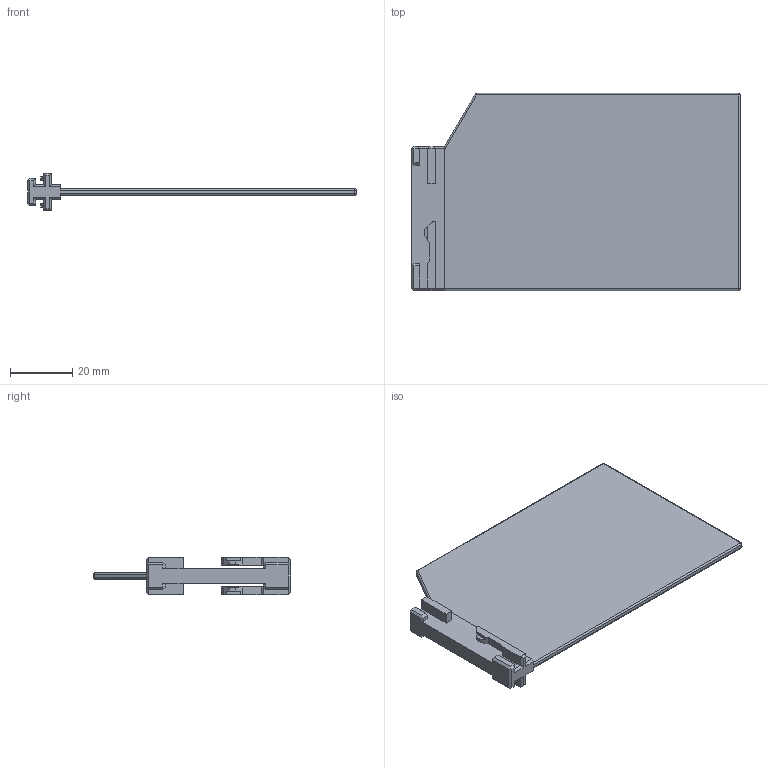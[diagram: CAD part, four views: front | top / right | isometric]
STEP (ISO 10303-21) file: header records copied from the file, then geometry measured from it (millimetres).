
FILE_DESCRIPTION((''),'2;1');
FILE_NAME('CXBY69553','2023-09-22T10:15:10',('FIANLEH10'),(''),'CREO PARAMETRIC BY PTC INC, 2020184','CREO PARAMETRIC BY PTC INC, 2020184','');
FILE_SCHEMA(('AUTOMOTIVE_DESIGN { 1 0 10303 214 1 1 1 1 }'));
Length unit declared in the file: millimetre
Products named in the file (1): CXBY69553
Bounding box: 105.5 x 63.3 x 12 mm (x, y, z)
Volume: 14839.6 mm3; surface area: 14421.6 mm2
Topology: 1 solids, 1 shells, 121 faces, 317 edges, 192 vertices
Faces by surface type: plane 102, cylinder 13, sphere 6
Entity records: 5257 total; most frequent: CARTESIAN_POINT 659, ORIENTED_EDGE 622, DIRECTION 601, PRESENTATION_STYLE_ASSIGNMENT 316, STYLED_ITEM 316, CURVE_STYLE 315, EDGE_CURVE 311, VECTOR 288
